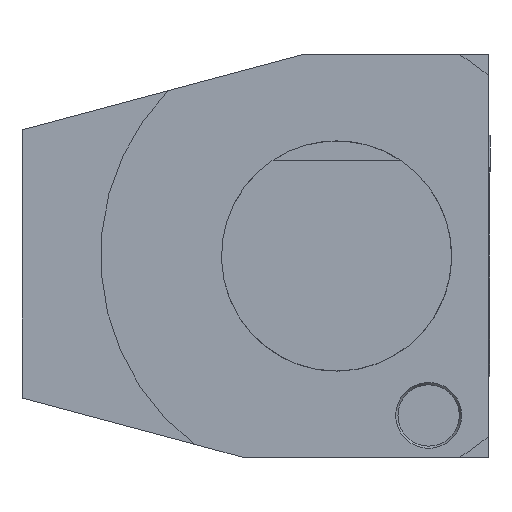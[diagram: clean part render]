
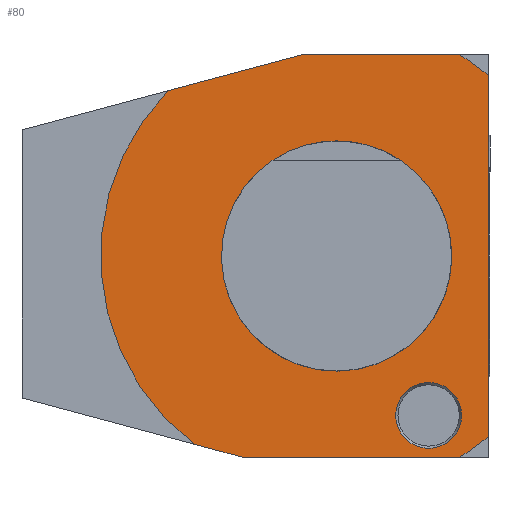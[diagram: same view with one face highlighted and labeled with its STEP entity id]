
A CAD part, left-side view. The second image highlights one B-rep face of the part: STEP entity #80.
In plain terms, the highlighted planar face has unit normal (-1, 0, 0).
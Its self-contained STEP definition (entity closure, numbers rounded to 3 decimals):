
#80=ADVANCED_FACE('',(#173,#174,#175),#119,.F.);
#119=PLANE('',#699);
#142=CIRCLE('',#694,8.584);
#143=CIRCLE('',#695,61.5);
#144=CIRCLE('',#696,61.5);
#145=CIRCLE('',#697,61.5);
#146=CIRCLE('',#698,29.995);
#173=FACE_BOUND('',#195,.T.);
#174=FACE_BOUND('',#196,.T.);
#175=FACE_BOUND('',#197,.T.);
#195=EDGE_LOOP('',(#256));
#196=EDGE_LOOP('',(#257,#258,#259,#260,#261,#262,#263,#264));
#197=EDGE_LOOP('',(#265));
#256=ORIENTED_EDGE('',*,*,#487,.F.);
#257=ORIENTED_EDGE('',*,*,#488,.F.);
#258=ORIENTED_EDGE('',*,*,#489,.F.);
#259=ORIENTED_EDGE('',*,*,#490,.T.);
#260=ORIENTED_EDGE('',*,*,#491,.F.);
#261=ORIENTED_EDGE('',*,*,#492,.F.);
#262=ORIENTED_EDGE('',*,*,#493,.T.);
#263=ORIENTED_EDGE('',*,*,#494,.F.);
#264=ORIENTED_EDGE('',*,*,#495,.T.);
#265=ORIENTED_EDGE('',*,*,#496,.F.);
#426=VERTEX_POINT('',#994);
#427=VERTEX_POINT('',#996);
#428=VERTEX_POINT('',#997);
#429=VERTEX_POINT('',#999);
#430=VERTEX_POINT('',#1001);
#431=VERTEX_POINT('',#1003);
#432=VERTEX_POINT('',#1005);
#433=VERTEX_POINT('',#1007);
#434=VERTEX_POINT('',#1009);
#435=VERTEX_POINT('',#1012);
#487=EDGE_CURVE('',#426,#426,#142,.T.);
#488=EDGE_CURVE('',#427,#428,#571,.T.);
#489=EDGE_CURVE('',#429,#427,#572,.T.);
#490=EDGE_CURVE('',#429,#430,#143,.T.);
#491=EDGE_CURVE('',#431,#430,#573,.T.);
#492=EDGE_CURVE('',#432,#431,#574,.T.);
#493=EDGE_CURVE('',#432,#433,#144,.T.);
#494=EDGE_CURVE('',#434,#433,#575,.T.);
#495=EDGE_CURVE('',#434,#428,#145,.T.);
#496=EDGE_CURVE('',#435,#435,#146,.T.);
#571=LINE('',#995,#625);
#572=LINE('',#998,#626);
#573=LINE('',#1002,#627);
#574=LINE('',#1004,#628);
#575=LINE('',#1008,#629);
#625=VECTOR('',#789,1.);
#626=VECTOR('',#790,1.);
#627=VECTOR('',#793,1.);
#628=VECTOR('',#794,1.);
#629=VECTOR('',#797,1.);
#694=AXIS2_PLACEMENT_3D('',#993,#787,#788);
#695=AXIS2_PLACEMENT_3D('',#1000,#791,#792);
#696=AXIS2_PLACEMENT_3D('',#1006,#795,#796);
#697=AXIS2_PLACEMENT_3D('',#1010,#798,#799);
#698=AXIS2_PLACEMENT_3D('',#1011,#800,#801);
#699=AXIS2_PLACEMENT_3D('',#1013,#802,#803);
#787=DIRECTION('',(-1.,0.,0.));
#788=DIRECTION('',(0.,-1.,0.));
#789=DIRECTION('',(0.,-1.,0.));
#790=DIRECTION('',(0.,-0.966,0.259));
#791=DIRECTION('',(-1.,0.,0.));
#792=DIRECTION('',(0.,0.,1.));
#793=DIRECTION('',(0.,0.966,0.259));
#794=DIRECTION('',(0.,1.,0.));
#795=DIRECTION('',(-1.,0.,0.));
#796=DIRECTION('',(0.,0.,1.));
#797=DIRECTION('',(0.,0.,-1.));
#798=DIRECTION('',(-1.,0.,0.));
#799=DIRECTION('',(0.,0.,1.));
#800=DIRECTION('',(-1.,0.,0.));
#801=DIRECTION('',(0.,0.,1.));
#802=DIRECTION('',(1.,0.,0.));
#803=DIRECTION('',(0.,0.,1.));
#993=CARTESIAN_POINT('',(0.,-24.,-41.569));
#994=CARTESIAN_POINT('',(0.,-32.584,-41.569));
#995=CARTESIAN_POINT('',(0.,0.,52.5));
#996=CARTESIAN_POINT('',(0.,8.844,52.5));
#997=CARTESIAN_POINT('',(0.,-32.031,52.5));
#998=CARTESIAN_POINT('',(0.,-1.658,55.314));
#999=CARTESIAN_POINT('',(0.,43.851,43.12));
#1000=CARTESIAN_POINT('',(0.,0.,
0.));
#1001=CARTESIAN_POINT('',(0.,37.058,-49.081));
#1002=CARTESIAN_POINT('',(0.,30.128,-50.938));
#1003=CARTESIAN_POINT('',(0.,24.298,-52.5));
#1004=CARTESIAN_POINT('',(0.,0.,
-52.5));
#1005=CARTESIAN_POINT('',(0.,-32.031,-52.5));
#1006=CARTESIAN_POINT('',(0.,0.,
0.));
#1007=CARTESIAN_POINT('',(0.,-39.5,-47.138));
#1008=CARTESIAN_POINT('',(0.,-39.5,61.5));
#1009=CARTESIAN_POINT('',(0.,-39.5,47.138));
#1010=CARTESIAN_POINT('',(0.,0.,
0.));
#1011=CARTESIAN_POINT('',(0.,0.,
0.));
#1012=CARTESIAN_POINT('',(0.,0.,
29.995));
#1013=CARTESIAN_POINT('',(0.,0.,
61.5));
